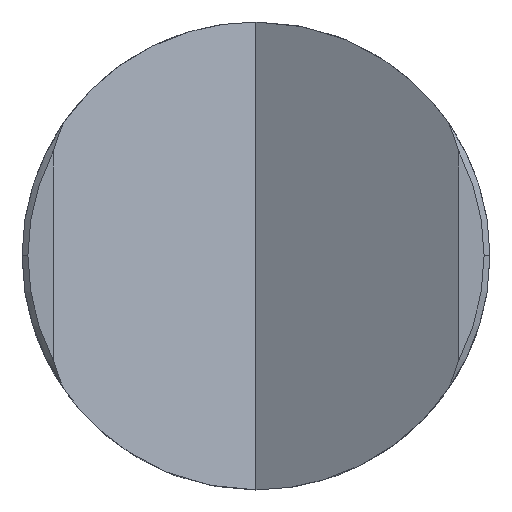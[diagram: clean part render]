
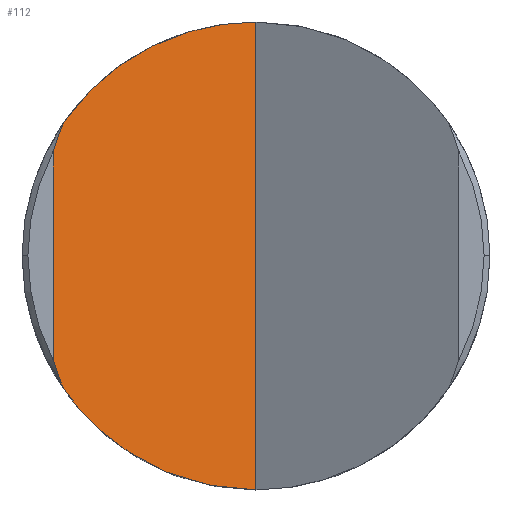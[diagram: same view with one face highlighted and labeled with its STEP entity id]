
A CAD part, top view. The second image highlights one B-rep face of the part: STEP entity #112.
In plain terms, the highlighted planar face has unit normal (0.5, 0, 0.866).
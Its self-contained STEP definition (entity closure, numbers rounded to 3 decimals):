
#112=ADVANCED_FACE('',(#240),#241,.F.);
#240=FACE_OUTER_BOUND('',#388,.T.);
#241=PLANE('',#389);
#388=EDGE_LOOP('',(#606,#607,#608,#609,#610,#611));
#389=AXIS2_PLACEMENT_3D('',#612,#613,#614);
#606=ORIENTED_EDGE('',*,*,#861,.F.);
#607=ORIENTED_EDGE('',*,*,#899,.F.);
#608=ORIENTED_EDGE('',*,*,#900,.F.);
#609=ORIENTED_EDGE('',*,*,#901,.F.);
#610=ORIENTED_EDGE('',*,*,#896,.T.);
#611=ORIENTED_EDGE('',*,*,#902,.F.);
#612=CARTESIAN_POINT('',(0.,-45.0,10.0));
#613=DIRECTION('',(-0.5,0.,-0.866));
#614=DIRECTION('',(0.0,-1.0,0.));
#861=EDGE_CURVE('',#1022,#1024,#1025,.T.);
#896=EDGE_CURVE('',#1077,#1075,#1078,.T.);
#899=EDGE_CURVE('',#1081,#1022,#1082,.T.);
#900=EDGE_CURVE('',#1083,#1081,#1084,.T.);
#901=EDGE_CURVE('',#1077,#1083,#1085,.T.);
#902=EDGE_CURVE('',#1024,#1075,#1086,.T.);
#1022=VERTEX_POINT('',#1229);
#1024=VERTEX_POINT('',#1231);
#1025=ELLIPSE('',#1232,102.191,72.26);
#1075=VERTEX_POINT('',#1289);
#1077=VERTEX_POINT('',#1291);
#1078=LINE('',#1292,#1293);
#1081=VERTEX_POINT('',#1296);
#1082=LINE('',#1297,#1298);
#1083=VERTEX_POINT('',#1299);
#1084=ELLIPSE('',#1300,102.191,72.26);
#1085=ELLIPSE('',#1301,46.188,40.0);
#1086=ELLIPSE('',#1302,46.188,40.0);
#1229=CARTESIAN_POINT('',(-34.641,17.916,30.0));
#1231=CARTESIAN_POINT('',(-32.909,22.738,29.0));
#1232=AXIS2_PLACEMENT_3D('',#1438,#1439,#1440);
#1289=CARTESIAN_POINT('',(0.,40.0,10.0));
#1291=CARTESIAN_POINT('',(0.,-40.0,10.0));
#1292=CARTESIAN_POINT('',(0.,-45.0,10.0));
#1293=VECTOR('',#1502,1.0);
#1296=CARTESIAN_POINT('',(-34.641,-17.916,30.0));
#1297=CARTESIAN_POINT('',(-34.641,-22.5,30.0));
#1298=VECTOR('',#1506,1.0);
#1299=CARTESIAN_POINT('',(-32.909,-22.738,29.0));
#1300=AXIS2_PLACEMENT_3D('',#1507,#1508,#1509);
#1301=AXIS2_PLACEMENT_3D('',#1510,#1511,#1512);
#1302=AXIS2_PLACEMENT_3D('',#1513,#1514,#1515);
#1438=CARTESIAN_POINT('',(51.095,0.,-19.5));
#1439=DIRECTION('',(-0.5,0.,-0.866));
#1440=DIRECTION('',(0.866,0.,-0.5));
#1502=DIRECTION('',(0.0,1.0,0.));
#1506=DIRECTION('',(0.,1.0,0.0));
#1507=CARTESIAN_POINT('',(51.095,0.,-19.5));
#1508=DIRECTION('',(-0.5,0.,-0.866));
#1509=DIRECTION('',(0.866,0.,-0.5));
#1510=CARTESIAN_POINT('',(0.0,0.0,10.0));
#1511=DIRECTION('',(-0.5,0.,-0.866));
#1512=DIRECTION('',(0.866,0.0,-0.5));
#1513=CARTESIAN_POINT('',(0.0,0.0,10.0));
#1514=DIRECTION('',(-0.5,0.,-0.866));
#1515=DIRECTION('',(0.866,0.0,-0.5));
